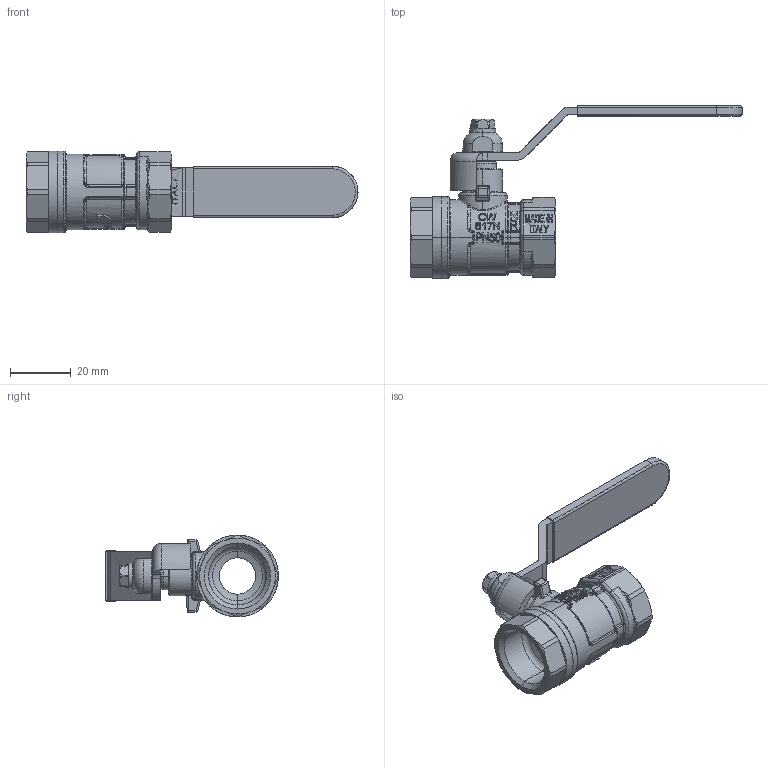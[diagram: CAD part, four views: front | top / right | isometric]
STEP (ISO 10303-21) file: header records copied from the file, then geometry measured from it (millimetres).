
FILE_DESCRIPTION (( 'STEP AP214' ), '1' );
FILE_NAME ('IT-ORIENT21104_R.STEP', '2018-09-14T13:59:38', ( '' ), ( '' ), 'SwSTEP 2.0', 'SolidWorks 2018', '' );
FILE_SCHEMA (( 'AUTOMOTIVE_DESIGN' ));
Length unit declared in the file: millimetre
Products named in the file (1): IT-ORIENT21104_R
Bounding box: 109.5 x 56.99 x 27 mm (x, y, z)
Surface area: 15571.2 mm2 (no closed solid volume)
Topology: 0 solids, 11 shells, 1084 faces, 2847 edges, 1802 vertices
Faces by surface type: plane 438, bspline 274, cylinder 186, torus 97, cone 46, sphere 43
Entity records: 51698 total; most frequent: CARTESIAN_POINT 31987, ORIENTED_EDGE 5463, EDGE_CURVE 2814, B_SPLINE_CURVE_WITH_KNOTS 2705, VERTEX_POINT 1802, DIRECTION 1614, EDGE_LOOP 1169, FACE_OUTER_BOUND 1080
